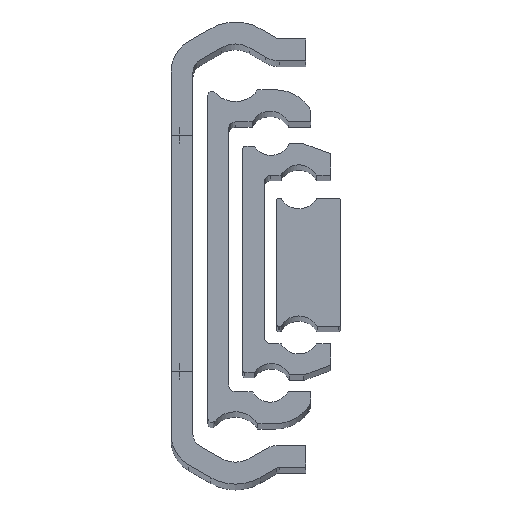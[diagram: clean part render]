
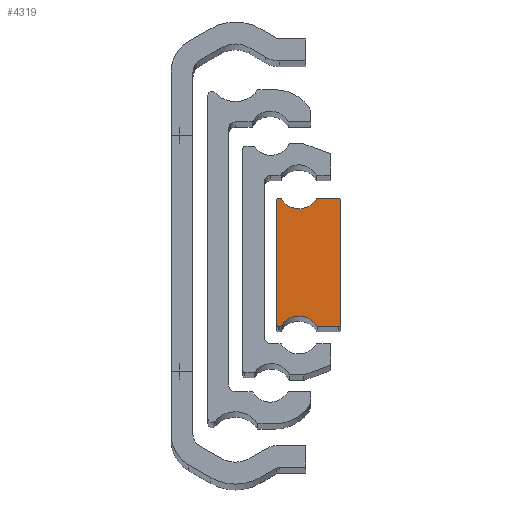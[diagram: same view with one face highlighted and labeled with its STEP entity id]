
A CAD part, top view. The second image highlights one B-rep face of the part: STEP entity #4319.
In plain terms, the highlighted planar face has unit normal (0, 0, 1).
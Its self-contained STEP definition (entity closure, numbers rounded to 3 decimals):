
#13 = EDGE_CURVE ( 'NONE', #2425, #2380, #389, .T. ) ;
#71 = EDGE_CURVE ( 'NONE', #1647, #2425, #503, .T. ) ;
#105 = EDGE_CURVE ( 'NONE', #1858, #1821, #558, .T. ) ;
#124 = EDGE_CURVE ( 'NONE', #1822, #1620, #586, .T. ) ;
#128 = EDGE_CURVE ( 'NONE', #1929, #1647, #591, .T. ) ;
#130 = EDGE_CURVE ( 'NONE', #2380, #1638, #596, .T. ) ;
#149 = EDGE_CURVE ( 'NONE', #1638, #1822, #626, .T. ) ;
#152 = EDGE_CURVE ( 'NONE', #1893, #1892, #633, .T. ) ;
#158 = EDGE_CURVE ( 'NONE', #1890, #1893, #637, .T. ) ;
#166 = EDGE_CURVE ( 'NONE', #1620, #1624, #653, .T. ) ;
#175 = EDGE_CURVE ( 'NONE', #1624, #1625, #669, .T. ) ;
#389 = LINE ( 'NONE', #1453, #402 ) ;
#402 = VECTOR ( 'NONE', #1451, 1000. ) ;
#503 = CIRCLE ( 'NONE', #2545, 0.2 ) ;
#558 = CIRCLE ( 'NONE', #2555, 3.04 ) ;
#586 = CIRCLE ( 'NONE', #2565, 0.3 ) ;
#591 = LINE ( 'NONE', #1808, #592 ) ;
#592 = VECTOR ( 'NONE', #1843, 1000. ) ;
#596 = CIRCLE ( 'NONE', #2569, 0.2 ) ;
#626 = LINE ( 'NONE', #1622, #627 ) ;
#627 = VECTOR ( 'NONE', #1575, 1000. ) ;
#633 = CIRCLE ( 'NONE', #2578, 0.3 ) ;
#637 = LINE ( 'NONE', #1838, #641 ) ;
#641 = VECTOR ( 'NONE', #1526, 1000. ) ;
#653 = CIRCLE ( 'NONE', #2582, 3.04 ) ;
#669 = CIRCLE ( 'NONE', #2588, 0.3 ) ;
#853 = VECTOR ( 'NONE', #2992, 1000. ) ;
#854 = LINE ( 'NONE', #2991, #853 ) ;
#860 = CIRCLE ( 'NONE', #2630, 0.3 ) ;
#866 = LINE ( 'NONE', #3000, #867 ) ;
#867 = VECTOR ( 'NONE', #3001, 1000. ) ;
#870 = CIRCLE ( 'NONE', #2642, 0.3 ) ;
#1369 = ORIENTED_EDGE ( 'NONE', *, *, #166, .T. ) ;
#1370 = ORIENTED_EDGE ( 'NONE', *, *, #124, .T. ) ;
#1371 = ORIENTED_EDGE ( 'NONE', *, *, #175, .T. ) ;
#1377 = EDGE_CURVE ( 'NONE', #1821, #1929, #860, .T. ) ;
#1378 = EDGE_CURVE ( 'NONE', #1892, #1634, #854, .T. ) ;
#1382 = EDGE_CURVE ( 'NONE', #1625, #1475, #866, .T. ) ;
#1383 = EDGE_CURVE ( 'NONE', #1634, #1858, #870, .T. ) ;
#1388 = ORIENTED_EDGE ( 'NONE', *, *, #13, .T. ) ;
#1390 = ORIENTED_EDGE ( 'NONE', *, *, #105, .T. ) ;
#1391 = ORIENTED_EDGE ( 'NONE', *, *, #1377, .T. ) ;
#1392 = ORIENTED_EDGE ( 'NONE', *, *, #128, .T. ) ;
#1393 = ORIENTED_EDGE ( 'NONE', *, *, #152, .T. ) ;
#1394 = ORIENTED_EDGE ( 'NONE', *, *, #1378, .T. ) ;
#1395 = ORIENTED_EDGE ( 'NONE', *, *, #1383, .T. ) ;
#1396 = ORIENTED_EDGE ( 'NONE', *, *, #149, .T. ) ;
#1397 = ORIENTED_EDGE ( 'NONE', *, *, #71, .T. ) ;
#1398 = ORIENTED_EDGE ( 'NONE', *, *, #130, .T. ) ;
#1451 = DIRECTION ( 'NONE',  ( 0., -1., 0. ) ) ;
#1453 = CARTESIAN_POINT ( 'NONE',  ( 10.25, 9.3, 451.5 ) ) ;
#1475 = VERTEX_POINT ( 'NONE', #3071 ) ;
#1478 = DIRECTION ( 'NONE',  ( 1., 0., 0. ) ) ;
#1519 = DIRECTION ( 'NONE',  ( 0., 0., 1. ) ) ;
#1526 = DIRECTION ( 'NONE',  ( 0., 1., 0. ) ) ;
#1535 = DIRECTION ( 'NONE',  ( 0., 0., -1. ) ) ;
#1538 = CARTESIAN_POINT ( 'NONE',  ( 13.5, -10.99, 451.5 ) ) ;
#1552 = DIRECTION ( 'NONE',  ( 1., 0., 0. ) ) ;
#1558 = CARTESIAN_POINT ( 'NONE',  ( 16.32, -9.2, 451.5 ) ) ;
#1574 = DIRECTION ( 'NONE',  ( 1., 0., 0. ) ) ;
#1575 = DIRECTION ( 'NONE',  ( 1., 0., 0. ) ) ;
#1593 = DIRECTION ( 'NONE',  ( 0., 0., 1. ) ) ;
#1620 = VERTEX_POINT ( 'NONE', #3116 ) ;
#1622 = CARTESIAN_POINT ( 'NONE',  ( 10.45, -9.5, 451.5 ) ) ;
#1624 = VERTEX_POINT ( 'NONE', #3117 ) ;
#1625 = VERTEX_POINT ( 'NONE', #3118 ) ;
#1634 = VERTEX_POINT ( 'NONE', #3122 ) ;
#1638 = VERTEX_POINT ( 'NONE', #3125 ) ;
#1647 = VERTEX_POINT ( 'NONE', #3126 ) ;
#1650 = DIRECTION ( 'NONE',  ( 1., 0., 0. ) ) ;
#1761 = DIRECTION ( 'NONE',  ( 0., 0., -1. ) ) ;
#1808 = CARTESIAN_POINT ( 'NONE',  ( 10.68, 9.5, 451.5 ) ) ;
#1821 = VERTEX_POINT ( 'NONE', #3137 ) ;
#1822 = VERTEX_POINT ( 'NONE', #3138 ) ;
#1838 = CARTESIAN_POINT ( 'NONE',  ( 19.75, -9.2, 451.5 ) ) ;
#1843 = DIRECTION ( 'NONE',  ( -1., 0., 0. ) ) ;
#1858 = VERTEX_POINT ( 'NONE', #3142 ) ;
#1880 = DIRECTION ( 'NONE',  ( 1., 0., 0. ) ) ;
#1883 = CARTESIAN_POINT ( 'NONE',  ( 19.45, 9.2, 451.5 ) ) ;
#1890 = VERTEX_POINT ( 'NONE', #3151 ) ;
#1892 = VERTEX_POINT ( 'NONE', #3153 ) ;
#1893 = VERTEX_POINT ( 'NONE', #3154 ) ;
#1896 = DIRECTION ( 'NONE',  ( 0., 0., 1. ) ) ;
#1897 = CARTESIAN_POINT ( 'NONE',  ( 10.45, 9.3, 451.5 ) ) ;
#1898 = DIRECTION ( 'NONE',  ( 0., 0., 1. ) ) ;
#1904 = CARTESIAN_POINT ( 'NONE',  ( 10.68, -9.2, 451.5 ) ) ;
#1921 = CARTESIAN_POINT ( 'NONE',  ( 10.45, -9.3, 451.5 ) ) ;
#1929 = VERTEX_POINT ( 'NONE', #3157 ) ;
#1930 = DIRECTION ( 'NONE',  ( 1., 0., 0. ) ) ;
#1944 = DIRECTION ( 'NONE',  ( 1., 0., 0. ) ) ;
#1951 = DIRECTION ( 'NONE',  ( 0., 0., 1. ) ) ;
#1970 = CARTESIAN_POINT ( 'NONE',  ( 13.5, 10.99, 451.5 ) ) ;
#2116 = EDGE_LOOP ( 'NONE', ( #1393, #1394, #1395, #1390, #1391, #1392, #1397, #1388, #1398, #1396, #1370, #1369, #1371, #2342, #2340, #2341 ) ) ;
#2275 = EDGE_CURVE ( 'NONE', #1475, #1890, #3992, .T. ) ;
#2340 = ORIENTED_EDGE ( 'NONE', *, *, #2275, .T. ) ;
#2341 = ORIENTED_EDGE ( 'NONE', *, *, #158, .T. ) ;
#2342 = ORIENTED_EDGE ( 'NONE', *, *, #1382, .T. ) ;
#2380 = VERTEX_POINT ( 'NONE', #3220 ) ;
#2425 = VERTEX_POINT ( 'NONE', #3265 ) ;
#2545 = AXIS2_PLACEMENT_3D ( 'NONE', #1897, #1951, #1944 ) ;
#2555 = AXIS2_PLACEMENT_3D ( 'NONE', #1970, #1761, #1930 ) ;
#2565 = AXIS2_PLACEMENT_3D ( 'NONE', #1904, #1896, #1650 ) ;
#2569 = AXIS2_PLACEMENT_3D ( 'NONE', #1921, #1593, #1574 ) ;
#2578 = AXIS2_PLACEMENT_3D ( 'NONE', #1883, #1898, #1880 ) ;
#2582 = AXIS2_PLACEMENT_3D ( 'NONE', #1538, #1535, #1552 ) ;
#2588 = AXIS2_PLACEMENT_3D ( 'NONE', #1558, #1519, #1478 ) ;
#2630 = AXIS2_PLACEMENT_3D ( 'NONE', #2987, #2989, #2990 ) ;
#2642 = AXIS2_PLACEMENT_3D ( 'NONE', #2988, #3002, #3003 ) ;
#2666 = AXIS2_PLACEMENT_3D ( 'NONE', #3167, #3178, #3179 ) ;
#2678 = AXIS2_PLACEMENT_3D ( 'NONE', #3398, #3401, #3402 ) ;
#2987 = CARTESIAN_POINT ( 'NONE',  ( 10.68, 9.2, 451.5 ) ) ;
#2988 = CARTESIAN_POINT ( 'NONE',  ( 16.32, 9.2, 451.5 ) ) ;
#2989 = DIRECTION ( 'NONE',  ( 0., 0., 1. ) ) ;
#2990 = DIRECTION ( 'NONE',  ( 1., 0., 0. ) ) ;
#2991 = CARTESIAN_POINT ( 'NONE',  ( 19.45, 9.5, 451.5 ) ) ;
#2992 = DIRECTION ( 'NONE',  ( -1., 0., 0. ) ) ;
#3000 = CARTESIAN_POINT ( 'NONE',  ( 16.32, -9.5, 451.5 ) ) ;
#3001 = DIRECTION ( 'NONE',  ( 1., 0., 0. ) ) ;
#3002 = DIRECTION ( 'NONE',  ( 0., 0., 1. ) ) ;
#3003 = DIRECTION ( 'NONE',  ( 1., 0., 0. ) ) ;
#3071 = CARTESIAN_POINT ( 'NONE',  ( 19.45, -9.5, 451.5 ) ) ;
#3116 = CARTESIAN_POINT ( 'NONE',  ( 10.933, -9.361, 451.5 ) ) ;
#3117 = CARTESIAN_POINT ( 'NONE',  ( 16.067, -9.361, 451.5 ) ) ;
#3118 = CARTESIAN_POINT ( 'NONE',  ( 16.32, -9.5, 451.5 ) ) ;
#3122 = CARTESIAN_POINT ( 'NONE',  ( 16.32, 9.5, 451.5 ) ) ;
#3125 = CARTESIAN_POINT ( 'NONE',  ( 10.45, -9.5, 451.5 ) ) ;
#3126 = CARTESIAN_POINT ( 'NONE',  ( 10.45, 9.5, 451.5 ) ) ;
#3137 = CARTESIAN_POINT ( 'NONE',  ( 10.933, 9.361, 451.5 ) ) ;
#3138 = CARTESIAN_POINT ( 'NONE',  ( 10.68, -9.5, 451.5 ) ) ;
#3142 = CARTESIAN_POINT ( 'NONE',  ( 16.067, 9.361, 451.5 ) ) ;
#3151 = CARTESIAN_POINT ( 'NONE',  ( 19.75, -9.2, 451.5 ) ) ;
#3153 = CARTESIAN_POINT ( 'NONE',  ( 19.45, 9.5, 451.5 ) ) ;
#3154 = CARTESIAN_POINT ( 'NONE',  ( 19.75, 9.2, 451.5 ) ) ;
#3157 = CARTESIAN_POINT ( 'NONE',  ( 10.68, 9.5, 451.5 ) ) ;
#3167 = CARTESIAN_POINT ( 'NONE',  ( 19.45, -9.2, 451.5 ) ) ;
#3178 = DIRECTION ( 'NONE',  ( 0., 0., 1. ) ) ;
#3179 = DIRECTION ( 'NONE',  ( 1., 0., 0. ) ) ;
#3220 = CARTESIAN_POINT ( 'NONE',  ( 10.25, -9.3, 451.5 ) ) ;
#3265 = CARTESIAN_POINT ( 'NONE',  ( 10.25, 9.3, 451.5 ) ) ;
#3398 = CARTESIAN_POINT ( 'NONE',  ( 19.45, 9.2, 451.5 ) ) ;
#3399 = PLANE ( 'NONE',  #2678 ) ;
#3401 = DIRECTION ( 'NONE',  ( 0., 0., 1. ) ) ;
#3402 = DIRECTION ( 'NONE',  ( 1., 0., 0. ) ) ;
#3992 = CIRCLE ( 'NONE', #2666, 0.3 ) ;
#4050 = FACE_OUTER_BOUND ( 'NONE', #2116, .T. ) ;
#4319 = ADVANCED_FACE ( 'NONE', ( #4050 ), #3399, .T. ) ;
